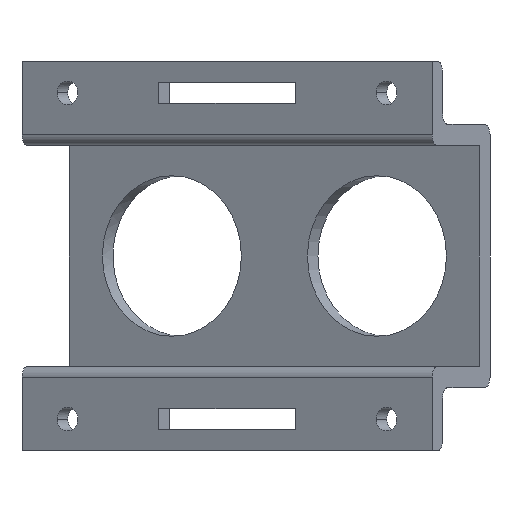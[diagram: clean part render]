
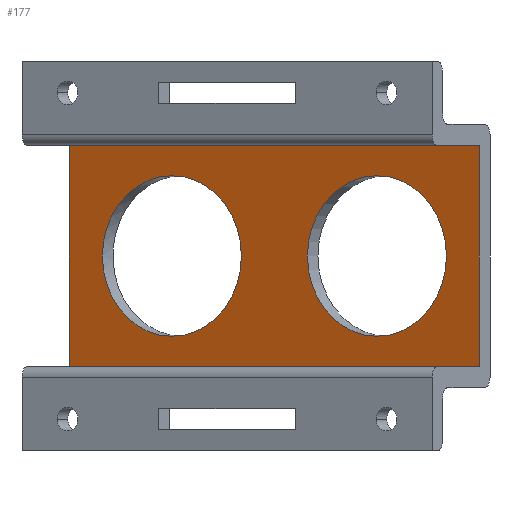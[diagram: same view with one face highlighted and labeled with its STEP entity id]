
A CAD part, front view. The second image highlights one B-rep face of the part: STEP entity #177.
In plain terms, the highlighted face is planar.
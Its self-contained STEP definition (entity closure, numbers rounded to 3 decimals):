
#76=CARTESIAN_POINT('Axis2P3D Location',(16.005,14.,67.5)) ;
#80=CARTESIAN_POINT('Vertex',(31.255,14.,67.5)) ;
#82=CARTESIAN_POINT('Vertex',(0.755,14.,67.5)) ;
#111=CARTESIAN_POINT('Axis2P3D Location',(37.005,14.,90.)) ;
#116=CARTESIAN_POINT('Line Origine',(16.005,14.,0.)) ;
#120=CARTESIAN_POINT('Vertex',(-4.995,14.,0.)) ;
#122=CARTESIAN_POINT('Vertex',(37.005,14.,0.)) ;
#125=CARTESIAN_POINT('Line Origine',(37.005,14.,45.)) ;
#129=CARTESIAN_POINT('Vertex',(37.005,14.,90.)) ;
#132=CARTESIAN_POINT('Line Origine',(16.005,14.,90.)) ;
#136=CARTESIAN_POINT('Vertex',(-4.995,14.,90.)) ;
#139=CARTESIAN_POINT('Line Origine',(-4.995,14.,45.)) ;
#150=CARTESIAN_POINT('Axis2P3D Location',(16.005,14.,67.5)) ;
#159=CARTESIAN_POINT('Axis2P3D Location',(16.005,14.,22.5)) ;
#163=CARTESIAN_POINT('Vertex',(0.755,14.,22.5)) ;
#165=CARTESIAN_POINT('Vertex',(31.255,14.,22.5)) ;
#168=CARTESIAN_POINT('Axis2P3D Location',(16.005,14.,22.5)) ;
#77=DIRECTION('Axis2P3D Direction',(0.,1.,-0.)) ;
#112=DIRECTION('Axis2P3D Direction',(0.,1.,0.)) ;
#113=DIRECTION('Axis2P3D XDirection',(-1.,0.,0.)) ;
#117=DIRECTION('Vector Direction',(1.,0.,0.)) ;
#126=DIRECTION('Vector Direction',(0.,0.,-1.)) ;
#133=DIRECTION('Vector Direction',(1.,0.,0.)) ;
#140=DIRECTION('Vector Direction',(0.,0.,-1.)) ;
#151=DIRECTION('Axis2P3D Direction',(0.,1.,0.)) ;
#160=DIRECTION('Axis2P3D Direction',(0.,1.,0.)) ;
#169=DIRECTION('Axis2P3D Direction',(0.,1.,0.)) ;
#78=AXIS2_PLACEMENT_3D('Circle Axis2P3D',#76,#77,$) ;
#114=AXIS2_PLACEMENT_3D('Plane Axis2P3D',#111,#112,#113) ;
#152=AXIS2_PLACEMENT_3D('Circle Axis2P3D',#150,#151,$) ;
#161=AXIS2_PLACEMENT_3D('Circle Axis2P3D',#159,#160,$) ;
#170=AXIS2_PLACEMENT_3D('Circle Axis2P3D',#168,#169,$) ;
#145=ORIENTED_EDGE('',*,*,#124,.T.) ;
#146=ORIENTED_EDGE('',*,*,#131,.F.) ;
#147=ORIENTED_EDGE('',*,*,#138,.F.) ;
#148=ORIENTED_EDGE('',*,*,#143,.T.) ;
#156=ORIENTED_EDGE('',*,*,#154,.T.) ;
#157=ORIENTED_EDGE('',*,*,#84,.T.) ;
#174=ORIENTED_EDGE('',*,*,#167,.T.) ;
#175=ORIENTED_EDGE('',*,*,#172,.T.) ;
#158=FACE_BOUND('',#155,.T.) ;
#176=FACE_BOUND('',#173,.T.) ;
#118=VECTOR('Line Direction',#117,1.) ;
#127=VECTOR('Line Direction',#126,1.) ;
#134=VECTOR('Line Direction',#133,1.) ;
#141=VECTOR('Line Direction',#140,1.) ;
#177=ADVANCED_FACE('Cortar-Extruir2',(#149,#158,#176),#115,.F.) ;
#79=CIRCLE('generated circle',#78,15.25) ;
#153=CIRCLE('generated circle',#152,15.25) ;
#162=CIRCLE('generated circle',#161,15.25) ;
#171=CIRCLE('generated circle',#170,15.25) ;
#84=EDGE_CURVE('',#81,#83,#79,.T.) ;
#124=EDGE_CURVE('',#121,#123,#119,.T.) ;
#131=EDGE_CURVE('',#130,#123,#128,.T.) ;
#138=EDGE_CURVE('',#137,#130,#135,.T.) ;
#143=EDGE_CURVE('',#137,#121,#142,.T.) ;
#154=EDGE_CURVE('',#83,#81,#153,.T.) ;
#167=EDGE_CURVE('',#164,#166,#162,.T.) ;
#172=EDGE_CURVE('',#166,#164,#171,.T.) ;
#144=EDGE_LOOP('',(#145,#146,#147,#148)) ;
#155=EDGE_LOOP('',(#156,#157)) ;
#173=EDGE_LOOP('',(#174,#175)) ;
#149=FACE_OUTER_BOUND('',#144,.T.) ;
#119=LINE('Line',#116,#118) ;
#128=LINE('Line',#125,#127) ;
#135=LINE('Line',#132,#134) ;
#142=LINE('Line',#139,#141) ;
#115=PLANE('Plane',#114) ;
#81=VERTEX_POINT('',#80) ;
#83=VERTEX_POINT('',#82) ;
#121=VERTEX_POINT('',#120) ;
#123=VERTEX_POINT('',#122) ;
#130=VERTEX_POINT('',#129) ;
#137=VERTEX_POINT('',#136) ;
#164=VERTEX_POINT('',#163) ;
#166=VERTEX_POINT('',#165) ;
